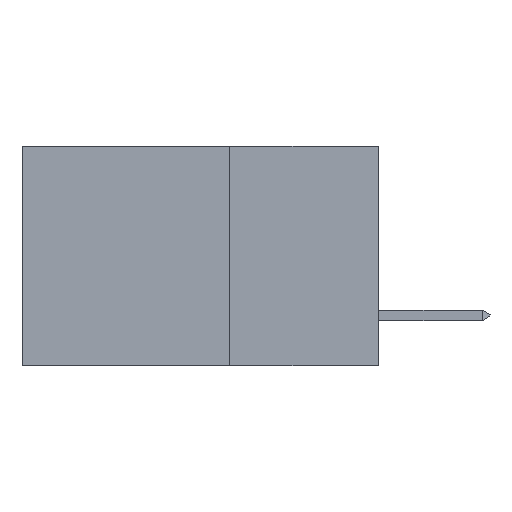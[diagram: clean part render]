
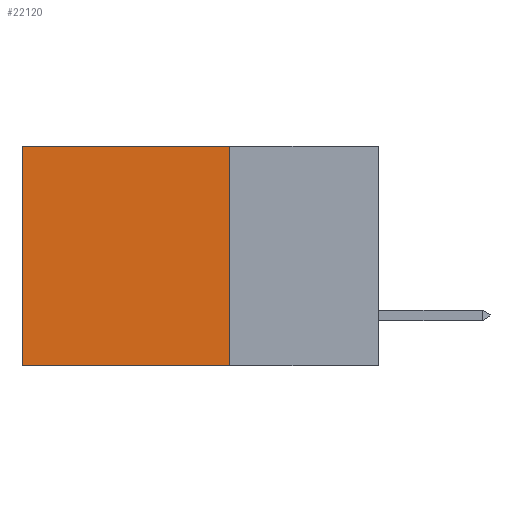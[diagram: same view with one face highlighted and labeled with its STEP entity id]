
A CAD part, left-side view. The second image highlights one B-rep face of the part: STEP entity #22120.
In plain terms, the highlighted planar face has unit normal (-1, 0, 0).
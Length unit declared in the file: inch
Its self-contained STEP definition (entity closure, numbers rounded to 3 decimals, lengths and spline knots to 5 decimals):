
#2059 = EDGE_CURVE ( 'NONE', #23001, #23952, #16274, .T. ) ;
#2621 = EDGE_LOOP ( 'NONE', ( #20909, #11463, #13322, #24176 ) ) ;
#2631 = CARTESIAN_POINT ( 'NONE',  ( 0.298, 0.25, 0. ) ) ;
#2705 = LINE ( 'NONE', #5367, #20932 ) ;
#5188 = DIRECTION ( 'NONE',  ( 0., 0., -1. ) ) ;
#5367 = CARTESIAN_POINT ( 'NONE',  ( 0.298, 0.6, 0. ) ) ;
#8314 = FACE_OUTER_BOUND ( 'NONE', #2621, .T. ) ;
#8645 = EDGE_CURVE ( 'NONE', #23952, #16847, #21530, .T. ) ;
#11340 = CARTESIAN_POINT ( 'NONE',  ( 0.298, 0.25, 0. ) ) ;
#11463 = ORIENTED_EDGE ( 'NONE', *, *, #8645, .F. ) ;
#12003 = CARTESIAN_POINT ( 'NONE',  ( 0.298, 0.25, -0.37 ) ) ;
#12666 = EDGE_CURVE ( 'NONE', #27421, #16847, #2705, .T. ) ;
#13322 = ORIENTED_EDGE ( 'NONE', *, *, #2059, .F. ) ;
#15422 = VECTOR ( 'NONE', #18075, 39.37008 ) ;
#15711 = DIRECTION ( 'NONE',  ( 0., 1., 0. ) ) ;
#16274 = LINE ( 'NONE', #27977, #24162 ) ;
#16847 = VERTEX_POINT ( 'NONE', #19813 ) ;
#18017 = PLANE ( 'NONE',  #22986 ) ;
#18075 = DIRECTION ( 'NONE',  ( 0., 1., 0. ) ) ;
#18309 = LINE ( 'NONE', #27470, #21920 ) ;
#18956 = EDGE_CURVE ( 'NONE', #23001, #27421, #18309, .T. ) ;
#19813 = CARTESIAN_POINT ( 'NONE',  ( 0.298, 0.6, -0.37 ) ) ;
#20909 = ORIENTED_EDGE ( 'NONE', *, *, #12666, .T. ) ;
#20932 = VECTOR ( 'NONE', #23228, 39.37008 ) ;
#21530 = LINE ( 'NONE', #27325, #15422 ) ;
#21920 = VECTOR ( 'NONE', #15711, 39.37008 ) ;
#22120 = ADVANCED_FACE ( 'NONE', ( #8314 ), #18017, .F. ) ;
#22773 = CARTESIAN_POINT ( 'NONE',  ( 0.298, 0.6, 0. ) ) ;
#22986 = AXIS2_PLACEMENT_3D ( 'NONE', #11340, #27281, #29249 ) ;
#23001 = VERTEX_POINT ( 'NONE', #2631 ) ;
#23228 = DIRECTION ( 'NONE',  ( 0., 0., -1. ) ) ;
#23952 = VERTEX_POINT ( 'NONE', #12003 ) ;
#24162 = VECTOR ( 'NONE', #5188, 39.37008 ) ;
#24176 = ORIENTED_EDGE ( 'NONE', *, *, #18956, .T. ) ;
#27281 = DIRECTION ( 'NONE',  ( 1., 0., 0. ) ) ;
#27325 = CARTESIAN_POINT ( 'NONE',  ( 0.298, 0.25, -0.37 ) ) ;
#27421 = VERTEX_POINT ( 'NONE', #22773 ) ;
#27470 = CARTESIAN_POINT ( 'NONE',  ( 0.298, 0.25, 0. ) ) ;
#27977 = CARTESIAN_POINT ( 'NONE',  ( 0.298, 0.25, 0. ) ) ;
#29249 = DIRECTION ( 'NONE',  ( 0., 0., -1. ) ) ;
